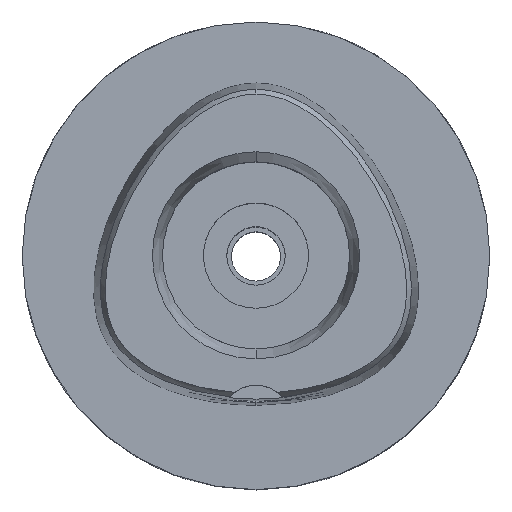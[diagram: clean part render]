
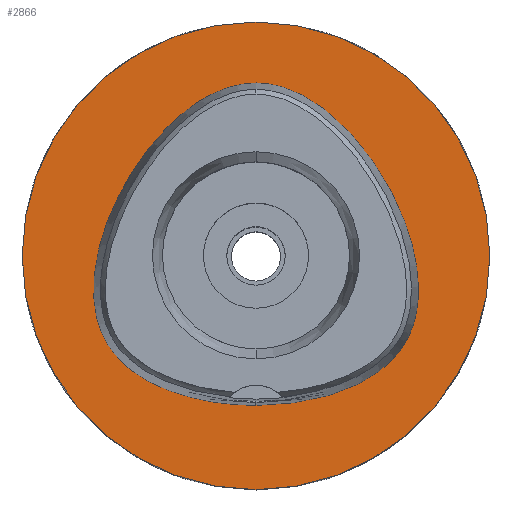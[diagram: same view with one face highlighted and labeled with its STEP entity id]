
A CAD part, top view. The second image highlights one B-rep face of the part: STEP entity #2866.
In plain terms, the highlighted planar face has unit normal (0, 0, 1).
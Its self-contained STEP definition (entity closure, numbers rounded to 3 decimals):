
#20 = CARTESIAN_POINT ( 'NONE',  ( 27.101, -11.411, 0. ) ) ;
#34 = CIRCLE ( 'NONE', #3195, 40. ) ;
#49 = EDGE_CURVE ( 'NONE', #763, #5036, #2365, .T. ) ;
#186 = ORIENTED_EDGE ( 'NONE', *, *, #49, .F. ) ;
#344 = CARTESIAN_POINT ( 'NONE',  ( 3.149, 29.34, 0. ) ) ;
#378 = CARTESIAN_POINT ( 'NONE',  ( 0., -25.575, 0. ) ) ;
#427 = DIRECTION ( 'NONE',  ( 0., 0., -1. ) ) ;
#501 = CARTESIAN_POINT ( 'NONE',  ( 0., 0., 0. ) ) ;
#547 = CARTESIAN_POINT ( 'NONE',  ( -25.638, -14.802, 0. ) ) ;
#613 = AXIS2_PLACEMENT_3D ( 'NONE', #4189, #1819, #2319 ) ;
#683 = FACE_OUTER_BOUND ( 'NONE', #3524, .T. ) ;
#694 = CARTESIAN_POINT ( 'NONE',  ( -22.339, 12.897, 0. ) ) ;
#700 = ORIENTED_EDGE ( 'NONE', *, *, #3585, .F. ) ;
#734 = FACE_BOUND ( 'NONE', #4027, .T. ) ;
#763 = VERTEX_POINT ( 'NONE', #4953 ) ;
#796 = CARTESIAN_POINT ( 'NONE',  ( -9.305, 26.792, 0. ) ) ;
#805 = CARTESIAN_POINT ( 'NONE',  ( 0., 0., 0. ) ) ;
#817 = CARTESIAN_POINT ( 'NONE',  ( 0., 40., 0. ) ) ;
#827 = CARTESIAN_POINT ( 'NONE',  ( 13.218, 24.044, 0. ) ) ;
#851 = CARTESIAN_POINT ( 'NONE',  ( 17.753, 19.522, 0. ) ) ;
#922 = CIRCLE ( 'NONE', #4073, 40. ) ;
#1056 = CARTESIAN_POINT ( 'NONE',  ( -25.209, 6.827, 0. ) ) ;
#1155 = CARTESIAN_POINT ( 'NONE',  ( 6.262, 28.351, 0. ) ) ;
#1179 = CARTESIAN_POINT ( 'NONE',  ( 15.298, -22.965, 0. ) ) ;
#1204 = CARTESIAN_POINT ( 'NONE',  ( 25.638, -14.802, 0. ) ) ;
#1250 = CARTESIAN_POINT ( 'NONE',  ( 24.775, -16.122, 0. ) ) ;
#1310 = CARTESIAN_POINT ( 'NONE',  ( -2.677, -25.575, 0. ) ) ;
#1332 = CARTESIAN_POINT ( 'NONE',  ( 0., -25.575, 0. ) ) ;
#1528 = EDGE_CURVE ( 'NONE', #3772, #4323, #922, .T. ) ;
#1581 = CARTESIAN_POINT ( 'NONE',  ( -3.149, 29.34, 0. ) ) ;
#1589 = CARTESIAN_POINT ( 'NONE',  ( 9.305, 26.792, 0. ) ) ;
#1613 = CARTESIAN_POINT ( 'NONE',  ( 27.855, -5.338, 0. ) ) ;
#1819 = DIRECTION ( 'NONE',  ( 0., 0., -1. ) ) ;
#1906 = CARTESIAN_POINT ( 'NONE',  ( -27.537, -1.766, 0. ) ) ;
#1920 = CARTESIAN_POINT ( 'NONE',  ( 1.05, 29.575, 0. ) ) ;
#1967 = CARTESIAN_POINT ( 'NONE',  ( 0., 29.575, 0. ) ) ;
#2092 = ORIENTED_EDGE ( 'NONE', *, *, #4278, .F. ) ;
#2155 = CARTESIAN_POINT ( 'NONE',  ( -26.349, -13.395, 0. ) ) ;
#2319 = DIRECTION ( 'NONE',  ( 0., -1., 0. ) ) ;
#2340 = DIRECTION ( 'NONE',  ( 0., 0., -1. ) ) ;
#2365 = B_SPLINE_CURVE_WITH_KNOTS ( 'NONE', 3,
 ( #1967, #5148, #1581, #4758, #796, #2383, #4246, #694, #1056, #3050, #1906, #3942, #3546, #2811, #2155, #547, #3694, #3792, #4554, #4157, #4426, #5119, #5144, #1310, #1332 ),
 .UNSPECIFIED., .F., .F.,
 ( 4, 1, 1, 1, 1, 1, 1, 1, 1, 1, 1, 1, 1, 1, 1, 1, 1, 1, 1, 1, 1, 1, 4 ),
 ( 0., 0.042, 0.083, 0.125, 0.167, 0.25, 0.333, 0.417, 0.458, 0.5, 0.542, 0.583, 0.625, 0.646, 0.667, 0.688, 0.708, 0.75, 0.792, 0.833, 0.875, 0.917, 1. ),
 .UNSPECIFIED. ) ;
#2370 = CARTESIAN_POINT ( 'NONE',  ( 6.692, -25.245, 0. ) ) ;
#2383 = CARTESIAN_POINT ( 'NONE',  ( -13.218, 24.044, 0. ) ) ;
#2728 = CARTESIAN_POINT ( 'NONE',  ( 21.421, -19.599, 0. ) ) ;
#2779 = CARTESIAN_POINT ( 'NONE',  ( 26.772, 1.9, 0. ) ) ;
#2811 = CARTESIAN_POINT ( 'NONE',  ( -27.101, -11.411, 0. ) ) ;
#2866 = ADVANCED_FACE ( 'NONE', ( #683, #734 ), #5048, .F. ) ;
#3050 = CARTESIAN_POINT ( 'NONE',  ( -26.772, 1.9, 0. ) ) ;
#3117 = B_SPLINE_CURVE_WITH_KNOTS ( 'NONE', 3,
 ( #3584, #4806, #2370, #3151, #1179, #4717, #2728, #3559, #1250, #1204, #4001, #20, #3896, #1613, #3957, #2779, #5158, #4416, #851, #827, #1589, #1155, #344, #1920, #3979 ),
 .UNSPECIFIED., .F., .F.,
 ( 4, 1, 1, 1, 1, 1, 1, 1, 1, 1, 1, 1, 1, 1, 1, 1, 1, 1, 1, 1, 1, 1, 4 ),
 ( 0., 0.083, 0.125, 0.167, 0.208, 0.25, 0.292, 0.313, 0.333, 0.354, 0.375, 0.417, 0.458, 0.5, 0.542, 0.583, 0.667, 0.75, 0.833, 0.875, 0.917, 0.958, 1. ),
 .UNSPECIFIED. ) ;
#3151 = CARTESIAN_POINT ( 'NONE',  ( 11.74, -24.136, 0. ) ) ;
#3195 = AXIS2_PLACEMENT_3D ( 'NONE', #501, #427, #4432 ) ;
#3318 = CARTESIAN_POINT ( 'NONE',  ( 0., -40., 0. ) ) ;
#3524 = EDGE_LOOP ( 'NONE', ( #2092, #4167 ) ) ;
#3546 = CARTESIAN_POINT ( 'NONE',  ( -27.684, -8.752, 0. ) ) ;
#3559 = CARTESIAN_POINT ( 'NONE',  ( 23.433, -17.764, 0. ) ) ;
#3584 = CARTESIAN_POINT ( 'NONE',  ( 0., -25.575, 0. ) ) ;
#3585 = EDGE_CURVE ( 'NONE', #5036, #763, #3117, .T. ) ;
#3694 = CARTESIAN_POINT ( 'NONE',  ( -24.775, -16.122, 0. ) ) ;
#3772 = VERTEX_POINT ( 'NONE', #3318 ) ;
#3792 = CARTESIAN_POINT ( 'NONE',  ( -23.433, -17.764, 0. ) ) ;
#3896 = CARTESIAN_POINT ( 'NONE',  ( 27.684, -8.752, 0. ) ) ;
#3942 = CARTESIAN_POINT ( 'NONE',  ( -27.855, -5.338, 0. ) ) ;
#3957 = CARTESIAN_POINT ( 'NONE',  ( 27.537, -1.766, 0. ) ) ;
#3979 = CARTESIAN_POINT ( 'NONE',  ( 0., 29.575, 0. ) ) ;
#4001 = CARTESIAN_POINT ( 'NONE',  ( 26.349, -13.395, 0. ) ) ;
#4003 = DIRECTION ( 'NONE',  ( 0., -1., 0. ) ) ;
#4027 = EDGE_LOOP ( 'NONE', ( #186, #700 ) ) ;
#4073 = AXIS2_PLACEMENT_3D ( 'NONE', #805, #2340, #4003 ) ;
#4157 = CARTESIAN_POINT ( 'NONE',  ( -18.55, -21.454, 0. ) ) ;
#4167 = ORIENTED_EDGE ( 'NONE', *, *, #1528, .F. ) ;
#4189 = CARTESIAN_POINT ( 'NONE',  ( 0., 0., 0. ) ) ;
#4246 = CARTESIAN_POINT ( 'NONE',  ( -17.753, 19.522, 0. ) ) ;
#4278 = EDGE_CURVE ( 'NONE', #4323, #3772, #34, .T. ) ;
#4323 = VERTEX_POINT ( 'NONE', #817 ) ;
#4416 = CARTESIAN_POINT ( 'NONE',  ( 22.339, 12.897, 0. ) ) ;
#4426 = CARTESIAN_POINT ( 'NONE',  ( -15.298, -22.965, 0. ) ) ;
#4432 = DIRECTION ( 'NONE',  ( 0., 1., 0. ) ) ;
#4554 = CARTESIAN_POINT ( 'NONE',  ( -21.421, -19.599, 0. ) ) ;
#4717 = CARTESIAN_POINT ( 'NONE',  ( 18.55, -21.454, 0. ) ) ;
#4758 = CARTESIAN_POINT ( 'NONE',  ( -6.262, 28.351, 0. ) ) ;
#4806 = CARTESIAN_POINT ( 'NONE',  ( 2.677, -25.575, 0. ) ) ;
#4953 = CARTESIAN_POINT ( 'NONE',  ( 0., 29.575, 0. ) ) ;
#5036 = VERTEX_POINT ( 'NONE', #378 ) ;
#5048 = PLANE ( 'NONE',  #613 ) ;
#5119 = CARTESIAN_POINT ( 'NONE',  ( -11.74, -24.136, 0. ) ) ;
#5144 = CARTESIAN_POINT ( 'NONE',  ( -6.692, -25.245, 0. ) ) ;
#5148 = CARTESIAN_POINT ( 'NONE',  ( -1.05, 29.575, 0. ) ) ;
#5158 = CARTESIAN_POINT ( 'NONE',  ( 25.209, 6.827, 0. ) ) ;
